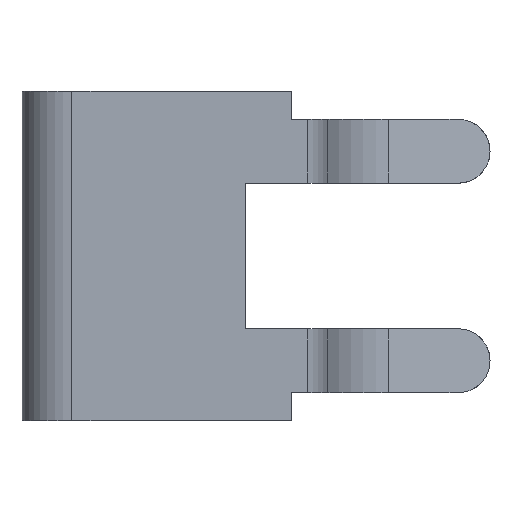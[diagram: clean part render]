
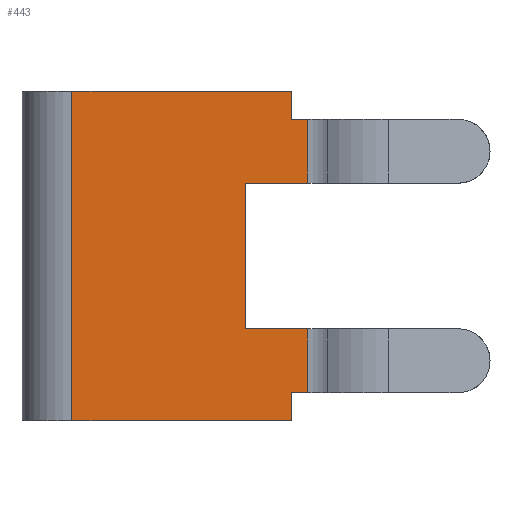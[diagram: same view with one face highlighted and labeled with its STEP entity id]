
A CAD part, left-side view. The second image highlights one B-rep face of the part: STEP entity #443.
In plain terms, the highlighted planar face has unit normal (-1, 0, 0).
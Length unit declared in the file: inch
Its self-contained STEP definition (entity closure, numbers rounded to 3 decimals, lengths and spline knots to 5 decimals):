
#14 = EDGE_CURVE ( 'NONE', #2210, #2501, #1506, .T. ) ;
#15 = VERTEX_POINT ( 'NONE', #1428 ) ;
#30 = VECTOR ( 'NONE', #52, 39.37008 ) ;
#52 = DIRECTION ( 'NONE',  ( 0., 1., 0. ) ) ;
#53 = EDGE_CURVE ( 'NONE', #111, #1436, #1835, .T. ) ;
#79 = CARTESIAN_POINT ( 'NONE',  ( -0.155, 0.187, 0. ) ) ;
#93 = ORIENTED_EDGE ( 'NONE', *, *, #1900, .T. ) ;
#111 = VERTEX_POINT ( 'NONE', #1138 ) ;
#112 = DIRECTION ( 'NONE',  ( 0., 0., 1. ) ) ;
#117 = VECTOR ( 'NONE', #1122, 39.37008 ) ;
#119 = EDGE_CURVE ( 'NONE', #1426, #1972, #2305, .T. ) ;
#129 = LINE ( 'NONE', #1535, #1190 ) ;
#204 = PLANE ( 'NONE',  #234 ) ;
#234 = AXIS2_PLACEMENT_3D ( 'NONE', #2577, #1877, #1090 ) ;
#236 = VECTOR ( 'NONE', #2020, 39.37008 ) ;
#263 = VERTEX_POINT ( 'NONE', #1542 ) ;
#309 = CARTESIAN_POINT ( 'NONE',  ( -0.155, 0.187, 0.2835 ) ) ;
#331 = CARTESIAN_POINT ( 'NONE',  ( -0.155, 0.17132, 0.0265 ) ) ;
#336 = ORIENTED_EDGE ( 'NONE', *, *, #53, .T. ) ;
#368 = VECTOR ( 'NONE', #2418, 39.37008 ) ;
#394 = EDGE_CURVE ( 'NONE', #2210, #899, #2155, .T. ) ;
#406 = ORIENTED_EDGE ( 'NONE', *, *, #595, .T. ) ;
#410 = CARTESIAN_POINT ( 'NONE',  ( -0.155, 0.17132, 0.31 ) ) ;
#429 = CARTESIAN_POINT ( 'NONE',  ( -0.155, 0.187, 0.0265 ) ) ;
#443 = ADVANCED_FACE ( 'NONE', ( #1513 ), #204, .T. ) ;
#482 = LINE ( 'NONE', #2463, #30 ) ;
#493 = ORIENTED_EDGE ( 'NONE', *, *, #2495, .F. ) ;
#511 = CARTESIAN_POINT ( 'NONE',  ( -0.155, 0.17132, 0.31 ) ) ;
#557 = VECTOR ( 'NONE', #1002, 39.37008 ) ;
#570 = DIRECTION ( 'NONE',  ( 0., 0., 1. ) ) ;
#575 = EDGE_CURVE ( 'NONE', #1972, #2501, #129, .T. ) ;
#595 = EDGE_CURVE ( 'NONE', #263, #666, #1711, .T. ) ;
#666 = VERTEX_POINT ( 'NONE', #2273 ) ;
#703 = EDGE_CURVE ( 'NONE', #15, #111, #1395, .T. ) ;
#791 = ORIENTED_EDGE ( 'NONE', *, *, #119, .T. ) ;
#894 = CARTESIAN_POINT ( 'NONE',  ( -0.155, 0.393, 0. ) ) ;
#899 = VERTEX_POINT ( 'NONE', #1732 ) ;
#999 = LINE ( 'NONE', #2122, #2011 ) ;
#1002 = DIRECTION ( 'NONE',  ( 0., 1., 0. ) ) ;
#1022 = CARTESIAN_POINT ( 'NONE',  ( -0.155, 0.393, 0.31 ) ) ;
#1081 = EDGE_CURVE ( 'NONE', #2447, #15, #2323, .T. ) ;
#1090 = DIRECTION ( 'NONE',  ( 0., 0., 1. ) ) ;
#1115 = VECTOR ( 'NONE', #570, 39.37008 ) ;
#1122 = DIRECTION ( 'NONE',  ( 0., 0., -1. ) ) ;
#1138 = CARTESIAN_POINT ( 'NONE',  ( -0.155, 0.393, 0.31 ) ) ;
#1190 = VECTOR ( 'NONE', #1730, 39.37008 ) ;
#1216 = ORIENTED_EDGE ( 'NONE', *, *, #1081, .T. ) ;
#1231 = CARTESIAN_POINT ( 'NONE',  ( -0.155, 0.17132, 0.2835 ) ) ;
#1275 = EDGE_LOOP ( 'NONE', ( #1801, #2205, #1937, #406, #493, #93, #1216, #2387, #336, #2340, #791, #1335 ) ) ;
#1281 = VERTEX_POINT ( 'NONE', #1231 ) ;
#1326 = VECTOR ( 'NONE', #1760, 39.37008 ) ;
#1335 = ORIENTED_EDGE ( 'NONE', *, *, #575, .T. ) ;
#1395 = LINE ( 'NONE', #2559, #1326 ) ;
#1426 = VERTEX_POINT ( 'NONE', #79 ) ;
#1428 = CARTESIAN_POINT ( 'NONE',  ( -0.155, 0.187, 0.31 ) ) ;
#1436 = VERTEX_POINT ( 'NONE', #894 ) ;
#1506 = LINE ( 'NONE', #410, #368 ) ;
#1513 = FACE_OUTER_BOUND ( 'NONE', #1275, .T. ) ;
#1521 = CARTESIAN_POINT ( 'NONE',  ( -0.155, 0.23, 0.31 ) ) ;
#1535 = CARTESIAN_POINT ( 'NONE',  ( -0.155, 0.393, 0.0265 ) ) ;
#1542 = CARTESIAN_POINT ( 'NONE',  ( -0.155, 0.23, 0.2235 ) ) ;
#1581 = EDGE_CURVE ( 'NONE', #1426, #1436, #999, .T. ) ;
#1652 = DIRECTION ( 'NONE',  ( 0., -1., 0. ) ) ;
#1701 = VECTOR ( 'NONE', #112, 39.37008 ) ;
#1711 = LINE ( 'NONE', #2473, #2570 ) ;
#1730 = DIRECTION ( 'NONE',  ( 0., -1., 0. ) ) ;
#1732 = CARTESIAN_POINT ( 'NONE',  ( -0.155, 0.23, 0.0865 ) ) ;
#1760 = DIRECTION ( 'NONE',  ( 0., 1., 0. ) ) ;
#1793 = CARTESIAN_POINT ( 'NONE',  ( -0.155, 0.393, 0.0865 ) ) ;
#1801 = ORIENTED_EDGE ( 'NONE', *, *, #14, .F. ) ;
#1832 = CARTESIAN_POINT ( 'NONE',  ( -0.155, 0.17132, 0.0865 ) ) ;
#1835 = LINE ( 'NONE', #1022, #236 ) ;
#1877 = DIRECTION ( 'NONE',  ( -1., 0., 0. ) ) ;
#1900 = EDGE_CURVE ( 'NONE', #1281, #2447, #482, .T. ) ;
#1937 = ORIENTED_EDGE ( 'NONE', *, *, #2452, .T. ) ;
#1972 = VERTEX_POINT ( 'NONE', #429 ) ;
#2011 = VECTOR ( 'NONE', #2331, 39.37008 ) ;
#2020 = DIRECTION ( 'NONE',  ( 0., 0., -1. ) ) ;
#2122 = CARTESIAN_POINT ( 'NONE',  ( -0.155, 0.393, 0. ) ) ;
#2148 = CARTESIAN_POINT ( 'NONE',  ( -0.155, 0.187, 0.31 ) ) ;
#2155 = LINE ( 'NONE', #1793, #557 ) ;
#2205 = ORIENTED_EDGE ( 'NONE', *, *, #394, .T. ) ;
#2210 = VERTEX_POINT ( 'NONE', #1832 ) ;
#2273 = CARTESIAN_POINT ( 'NONE',  ( -0.155, 0.17132, 0.2235 ) ) ;
#2305 = LINE ( 'NONE', #2556, #1115 ) ;
#2307 = LINE ( 'NONE', #511, #117 ) ;
#2323 = LINE ( 'NONE', #2148, #2389 ) ;
#2331 = DIRECTION ( 'NONE',  ( 0., 1., 0. ) ) ;
#2340 = ORIENTED_EDGE ( 'NONE', *, *, #1581, .F. ) ;
#2365 = DIRECTION ( 'NONE',  ( 0., 0., 1. ) ) ;
#2380 = LINE ( 'NONE', #1521, #1701 ) ;
#2387 = ORIENTED_EDGE ( 'NONE', *, *, #703, .T. ) ;
#2389 = VECTOR ( 'NONE', #2365, 39.37008 ) ;
#2418 = DIRECTION ( 'NONE',  ( 0., 0., -1. ) ) ;
#2447 = VERTEX_POINT ( 'NONE', #309 ) ;
#2452 = EDGE_CURVE ( 'NONE', #899, #263, #2380, .T. ) ;
#2463 = CARTESIAN_POINT ( 'NONE',  ( -0.155, 0.393, 0.2835 ) ) ;
#2473 = CARTESIAN_POINT ( 'NONE',  ( -0.155, 0.393, 0.2235 ) ) ;
#2495 = EDGE_CURVE ( 'NONE', #1281, #666, #2307, .T. ) ;
#2501 = VERTEX_POINT ( 'NONE', #331 ) ;
#2556 = CARTESIAN_POINT ( 'NONE',  ( -0.155, 0.187, 0.31 ) ) ;
#2559 = CARTESIAN_POINT ( 'NONE',  ( -0.155, 0.393, 0.31 ) ) ;
#2570 = VECTOR ( 'NONE', #1652, 39.37008 ) ;
#2577 = CARTESIAN_POINT ( 'NONE',  ( -0.155, 0.393, 0.31 ) ) ;
